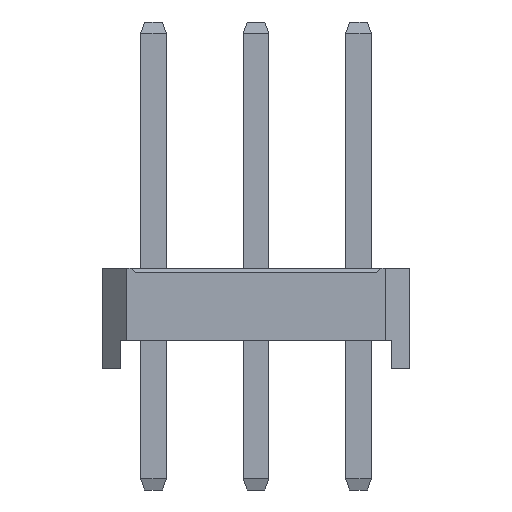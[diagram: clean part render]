
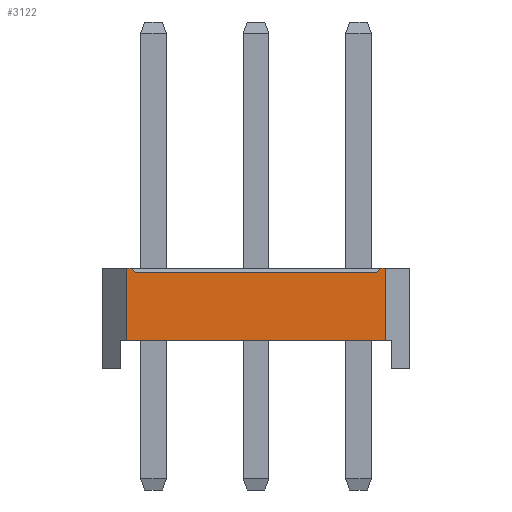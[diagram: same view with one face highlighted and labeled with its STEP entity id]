
A CAD part, left-side view. The second image highlights one B-rep face of the part: STEP entity #3122.
In plain terms, the highlighted planar face has unit normal (-1, 0, 0).
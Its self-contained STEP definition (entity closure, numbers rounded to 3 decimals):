
#3122=ADVANCED_FACE('',(#12026),#12028,.T.);
#12026=FACE_BOUND('',#12027,.T.);
#12027=EDGE_LOOP('',(#18901,#18902,#18903,#18904,#18905,#18906,#18907,#18908));
#12028=PLANE('',#12029);
#12029=AXIS2_PLACEMENT_3D('',#12030,#12031,#12032);
#12030=CARTESIAN_POINT('',(-1.27,5.75,0.));
#12031=DIRECTION('',(-1.,0.,0.));
#12032=DIRECTION('',(0.,-1.,0.));
#18901=ORIENTED_EDGE('',*,*,#23118,.F.);
#18902=ORIENTED_EDGE('',*,*,#23119,.T.);
#18903=ORIENTED_EDGE('',*,*,#23120,.F.);
#18904=ORIENTED_EDGE('',*,*,#22148,.F.);
#18905=ORIENTED_EDGE('',*,*,#23121,.F.);
#18906=ORIENTED_EDGE('',*,*,#21832,.T.);
#18907=ORIENTED_EDGE('',*,*,#23117,.T.);
#18908=ORIENTED_EDGE('',*,*,#22152,.F.);
#21832=EDGE_CURVE('',#24284,#24282,#24285,.T.);
#22148=EDGE_CURVE('',#24914,#24916,#24917,.T.);
#22152=EDGE_CURVE('',#24922,#24924,#24925,.T.);
#23117=EDGE_CURVE('',#24282,#24924,#26513,.T.);
#23118=EDGE_CURVE('',#26514,#24922,#26515,.F.);
#23119=EDGE_CURVE('',#26514,#26516,#26517,.T.);
#23120=EDGE_CURVE('',#24916,#26516,#26518,.F.);
#23121=EDGE_CURVE('',#24284,#24914,#26519,.T.);
#24282=VERTEX_POINT('',#28246);
#24284=VERTEX_POINT('',#28250);
#24285=LINE('',#28251,#28252);
#24914=VERTEX_POINT('',#29510);
#24916=VERTEX_POINT('',#29514);
#24917=LINE('',#29515,#29516);
#24922=VERTEX_POINT('',#29526);
#24924=VERTEX_POINT('',#29530);
#24925=LINE('',#29531,#29532);
#26513=LINE('',#33049,#33050);
#26514=VERTEX_POINT('',#33052);
#26515=LINE('',#33053,#33054);
#26516=VERTEX_POINT('',#33056);
#26517=LINE('',#33057,#33058);
#26518=LINE('',#33060,#33061);
#26519=LINE('',#33063,#33064);
#28246=CARTESIAN_POINT('',(-1.27,-0.67,0.7));
#28250=CARTESIAN_POINT('',(-1.27,5.75,0.7));
#28251=CARTESIAN_POINT('',(-1.27,5.75,0.7));
#28252=VECTOR('',#28253,1.);
#28253=DIRECTION('',(0.,-1.,0.));
#29510=CARTESIAN_POINT('',(-1.27,5.75,2.5));
#29514=CARTESIAN_POINT('',(-1.27,5.63,2.5));
#29515=CARTESIAN_POINT('',(-1.27,5.75,2.5));
#29516=VECTOR('',#29517,1.);
#29517=DIRECTION('',(0.,-1.,0.));
#29526=CARTESIAN_POINT('',(-1.27,-0.55,2.5));
#29530=CARTESIAN_POINT('',(-1.27,-0.67,2.5));
#29531=CARTESIAN_POINT('',(-1.27,-0.55,2.5));
#29532=VECTOR('',#29533,1.);
#29533=DIRECTION('',(0.,-1.,0.));
#33049=CARTESIAN_POINT('',(-1.27,-0.67,0.7));
#33050=VECTOR('',#33051,1.);
#33051=DIRECTION('',(0.,0.,1.));
#33052=CARTESIAN_POINT('',(-1.27,-0.45,2.4));
#33053=CARTESIAN_POINT('',(-1.27,-0.55,2.5));
#33054=VECTOR('',#33055,1.);
#33055=DIRECTION('',(0.,0.707,-0.707));
#33056=CARTESIAN_POINT('',(-1.27,5.53,2.4));
#33057=CARTESIAN_POINT('',(-1.27,-0.45,2.4));
#33058=VECTOR('',#33059,1.);
#33059=DIRECTION('',(0.,1.,0.));
#33060=CARTESIAN_POINT('',(-1.27,5.53,2.4));
#33061=VECTOR('',#33062,1.);
#33062=DIRECTION('',(0.,0.707,0.707));
#33063=CARTESIAN_POINT('',(-1.27,5.75,0.7));
#33064=VECTOR('',#33065,1.);
#33065=DIRECTION('',(0.,0.,1.));
